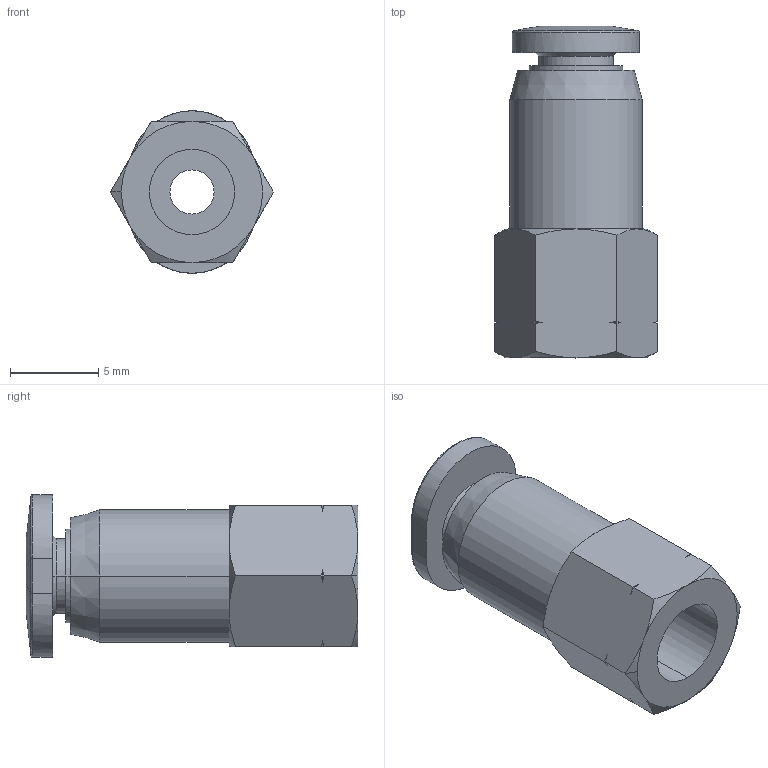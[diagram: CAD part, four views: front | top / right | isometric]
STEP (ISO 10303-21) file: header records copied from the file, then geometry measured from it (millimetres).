
FILE_DESCRIPTION (( 'STEP AP203' ), '1' );
FILE_NAME ('FS18-10N.step', '2016-02-15T20:00:03', ( '' ), ( '' ), 'SwSTEP 2.0', 'SolidWorks 2015', '' );
FILE_SCHEMA (( 'CONFIG_CONTROL_DESIGN' ));
Length unit declared in the file: inch
Products named in the file (1): FS18-10N
Bounding box: 9.24 x 18.8 x 9.2 mm (x, y, z)
Volume: 664.3 mm3; surface area: 848.8 mm2
Topology: 1 solids, 1 shells, 78 faces, 178 edges, 108 vertices
Faces by surface type: cone 34, plane 16, bspline 14, cylinder 14
Entity records: 3435 total; most frequent: CARTESIAN_POINT 1743, ORIENTED_EDGE 356, DIRECTION 292, EDGE_CURVE 178, AXIS2_PLACEMENT_3D 121, VERTEX_POINT 108, EDGE_LOOP 86, ADVANCED_FACE 78
